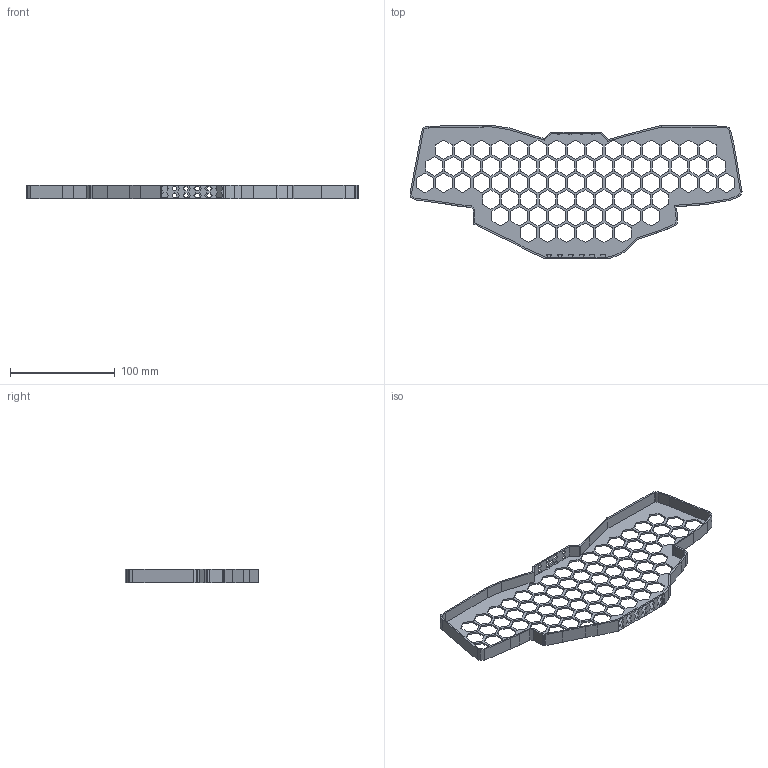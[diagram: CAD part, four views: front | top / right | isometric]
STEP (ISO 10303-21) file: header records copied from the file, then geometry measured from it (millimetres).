
FILE_DESCRIPTION(/* description */ ('Designed by EasyEDA Pro'),/* implementation_level */ '2;1');
FILE_NAME(/* name */ 'base v2.step',/* time_stamp */ '2025-08-06T12:12:23+05:30',/* author */ (''),/* organization */ (''),/* preprocessor_version */ 'ST-DEVELOPER v20.1',/* originating_system */ 'Autodesk Translation Framework v14.10.0.0',/* authorisation */ '');
FILE_SCHEMA (('AUTOMOTIVE_DESIGN { 1 0 10303 214 3 1 1 }'));
Length unit declared in the file: millimetre
Products named in the file (1): Open CASCADE STEP translator 7.8 2
Bounding box: 317.02 x 127.36 x 12.7 mm (x, y, z)
Volume: 32918.4 mm3; surface area: 51831.6 mm2
Topology: 1 solids, 1 shells, 958 faces, 2895 edges, 1930 vertices
Faces by surface type: plane 958
Entity records: 32164 total; most frequent: ORIENTED_EDGE 5790, CARTESIAN_POINT 5784, DIRECTION 4813, LINE 2895, VECTOR 2895, EDGE_CURVE 2895, VERTEX_POINT 1930, EDGE_LOOP 1125
